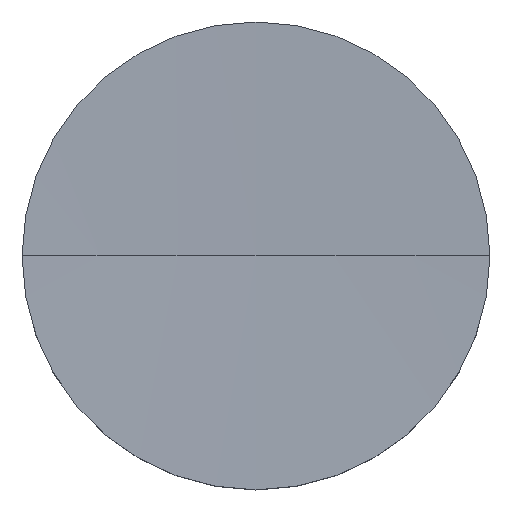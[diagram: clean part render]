
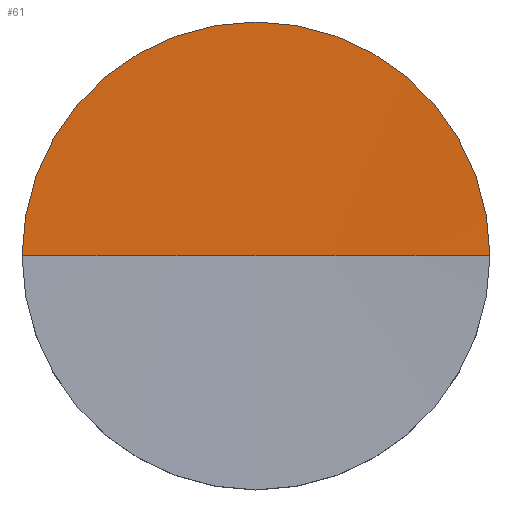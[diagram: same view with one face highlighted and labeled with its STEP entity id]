
A CAD part, top view. The second image highlights one B-rep face of the part: STEP entity #61.
In plain terms, the highlighted spherical face has radius 200 mm.
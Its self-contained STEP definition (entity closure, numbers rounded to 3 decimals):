
#4 = ORIENTED_EDGE ( 'NONE', *, *, #18, .F. ) ;
#5 = CARTESIAN_POINT ( 'NONE',  ( 0., 0., 2.899 ) ) ;
#11 = EDGE_LOOP ( 'NONE', ( #4, #190, #81 ) ) ;
#15 = DIRECTION ( 'NONE',  ( 0., -1., 0. ) ) ;
#18 = EDGE_CURVE ( 'NONE', #97, #107, #53, .T. ) ;
#34 = AXIS2_PLACEMENT_3D ( 'NONE', #159, #15, #67 ) ;
#35 = DIRECTION ( 'NONE',  ( 1., 0., 0. ) ) ;
#47 = EDGE_CURVE ( 'NONE', #107, #163, #113, .T. ) ;
#48 = CARTESIAN_POINT ( 'NONE',  ( 0., 0., 202.899 ) ) ;
#49 = AXIS2_PLACEMENT_3D ( 'NONE', #48, #199, #171 ) ;
#53 = CIRCLE ( 'NONE', #128, 6.35 ) ;
#61 = ADVANCED_FACE ( 'NONE', ( #200 ), #127, .F. ) ;
#67 = DIRECTION ( 'NONE',  ( 1., 0., 0. ) ) ;
#75 = DIRECTION ( 'NONE',  ( 1., 0., 0. ) ) ;
#78 = EDGE_CURVE ( 'NONE', #97, #163, #141, .T. ) ;
#79 = AXIS2_PLACEMENT_3D ( 'NONE', #176, #174, #35 ) ;
#81 = ORIENTED_EDGE ( 'NONE', *, *, #47, .F. ) ;
#92 = DIRECTION ( 'NONE',  ( 0., 0., -1. ) ) ;
#97 = VERTEX_POINT ( 'NONE', #150 ) ;
#100 = CARTESIAN_POINT ( 'NONE',  ( 6.35, 0., 3. ) ) ;
#107 = VERTEX_POINT ( 'NONE', #100 ) ;
#113 = CIRCLE ( 'NONE', #49, 200. ) ;
#127 = SPHERICAL_SURFACE ( 'NONE', #79, 200. ) ;
#128 = AXIS2_PLACEMENT_3D ( 'NONE', #185, #92, #75 ) ;
#141 = CIRCLE ( 'NONE', #34, 200. ) ;
#150 = CARTESIAN_POINT ( 'NONE',  ( -6.35, 0., 3. ) ) ;
#159 = CARTESIAN_POINT ( 'NONE',  ( 0., 0., 202.899 ) ) ;
#163 = VERTEX_POINT ( 'NONE', #5 ) ;
#171 = DIRECTION ( 'NONE',  ( 0., 0., 1. ) ) ;
#174 = DIRECTION ( 'NONE',  ( 0., -1., 0. ) ) ;
#176 = CARTESIAN_POINT ( 'NONE',  ( 0., 0., 202.899 ) ) ;
#185 = CARTESIAN_POINT ( 'NONE',  ( 0., 0., 3. ) ) ;
#190 = ORIENTED_EDGE ( 'NONE', *, *, #78, .T. ) ;
#199 = DIRECTION ( 'NONE',  ( 0., 1., 0. ) ) ;
#200 = FACE_OUTER_BOUND ( 'NONE', #11, .T. ) ;
